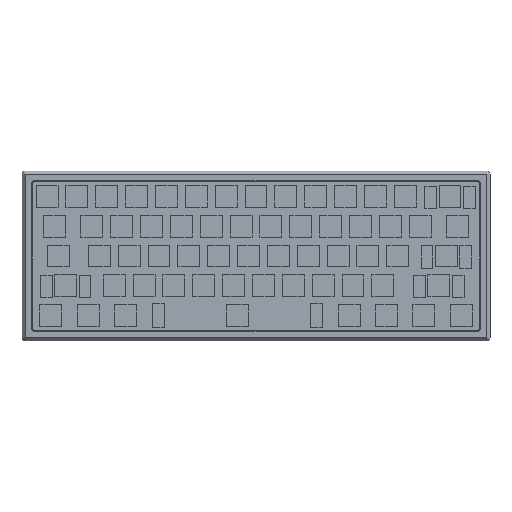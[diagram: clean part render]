
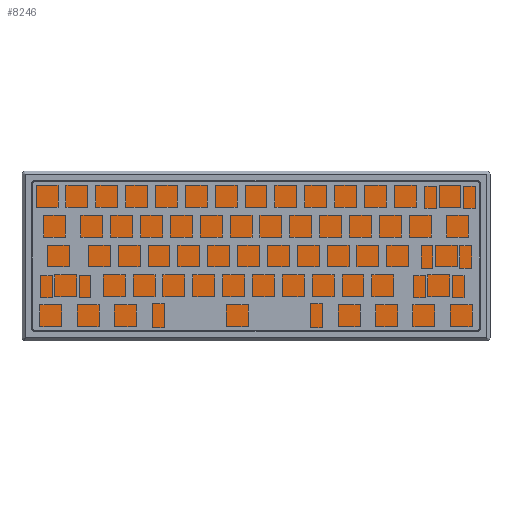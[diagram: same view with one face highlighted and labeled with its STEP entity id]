
A CAD part, top view. The second image highlights one B-rep face of the part: STEP entity #8246.
In plain terms, the highlighted planar face has unit normal (0, 0, 1).
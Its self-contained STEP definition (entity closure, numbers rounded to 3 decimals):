
#534=PLANE('',#8759);
#933=FACE_OUTER_BOUND('',#1493,.T.);
#1493=EDGE_LOOP('',(#7643,#7644,#7645,#7646));
#2500=LINE('',#13015,#3526);
#2501=LINE('',#13017,#3527);
#2502=LINE('',#13019,#3528);
#2503=LINE('',#13020,#3529);
#3526=VECTOR('',#10708,10.);
#3527=VECTOR('',#10709,10.);
#3528=VECTOR('',#10710,10.);
#3529=VECTOR('',#10711,10.);
#4383=VERTEX_POINT('',#13013);
#4384=VERTEX_POINT('',#13014);
#4385=VERTEX_POINT('',#13016);
#4386=VERTEX_POINT('',#13018);
#5488=EDGE_CURVE('',#4383,#4384,#2500,.T.);
#5489=EDGE_CURVE('',#4385,#4383,#2501,.T.);
#5490=EDGE_CURVE('',#4386,#4385,#2502,.T.);
#5491=EDGE_CURVE('',#4384,#4386,#2503,.T.);
#7643=ORIENTED_EDGE('',*,*,#5488,.F.);
#7644=ORIENTED_EDGE('',*,*,#5489,.F.);
#7645=ORIENTED_EDGE('',*,*,#5490,.F.);
#7646=ORIENTED_EDGE('',*,*,#5491,.F.);
#8246=ADVANCED_FACE('',(#933),#534,.F.);
#8759=AXIS2_PLACEMENT_3D('',#13012,#10706,#10707);
#10706=DIRECTION('center_axis',(0.,0.,-1.));
#10707=DIRECTION('ref_axis',(-1.,0.,0.));
#10708=DIRECTION('',(-1.,0.,0.));
#10709=DIRECTION('',(0.,-1.,0.));
#10710=DIRECTION('',(1.,0.,0.));
#10711=DIRECTION('',(0.,1.,0.));
#13012=CARTESIAN_POINT('Origin',(143.826,50.202,-6.2));
#13013=CARTESIAN_POINT('',(287.176,2.102,-6.2));
#13014=CARTESIAN_POINT('',(0.476,2.102,-6.2));
#13015=CARTESIAN_POINT('',(287.176,2.102,-6.2));
#13016=CARTESIAN_POINT('',(287.176,98.302,-6.2));
#13017=CARTESIAN_POINT('',(287.176,98.302,-6.2));
#13018=CARTESIAN_POINT('',(0.476,98.302,-6.2));
#13019=CARTESIAN_POINT('',(0.476,98.302,-6.2));
#13020=CARTESIAN_POINT('',(0.476,2.102,-6.2));
